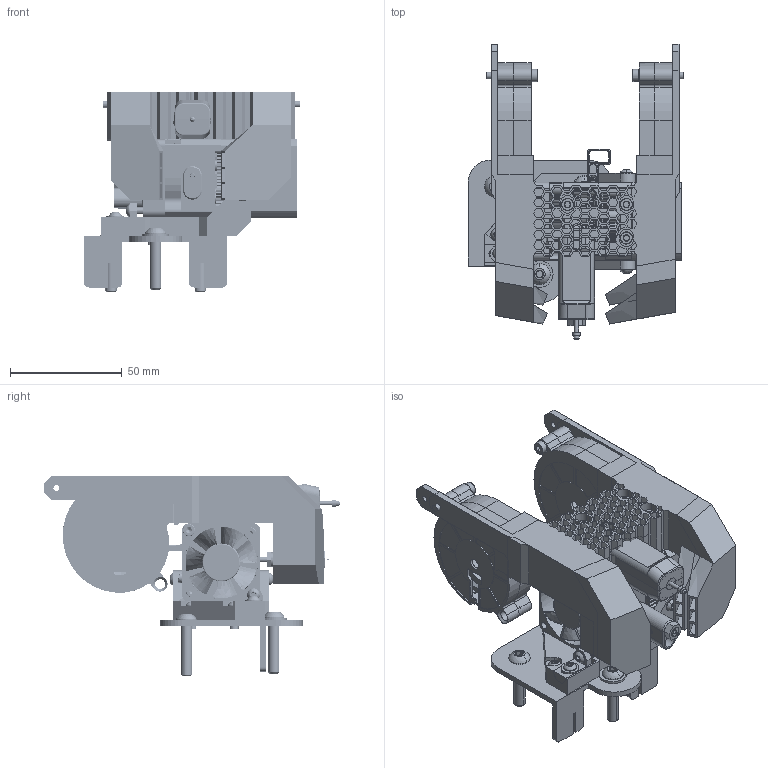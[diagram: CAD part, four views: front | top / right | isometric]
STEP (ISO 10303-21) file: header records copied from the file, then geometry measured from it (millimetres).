
FILE_DESCRIPTION(/* description */ ('CAx-IF Rec.Pracs.---Representation and Presentation of Product Manufacturing Information (PMI)---4.0---2014-10-13','CAx-IF Rec.Pracs.---3D Tessellated Geometry---0.4---2014-09-14','2;1'),/* implementation_level */ '2;1');
FILE_NAME(/* name */ 'eh2p-00 - K3D EH2P',/* time_stamp */ '2023-11-25T18:32:33+03:00',/* author */ (''),/* organization */ (''),/* preprocessor_version */ 'ST-DEVELOPER v19.4',/* originating_system */ 'SIEMENS PLM Software NX2306.1700',/* authorisation */ $);
FILE_SCHEMA (('AP242_MANAGED_MODEL_BASED_3D_ENGINEERING_MIM_LF { 1 0 10303 442 3 1 4 }'));
Products named in the file (20): eh2p-00 - K3D EH2P; Screw round M3x6; Screw socket M3x20; Screw round M5x25; eh2p-06b - United fan ducts for v6 with CRTouch; eh2p-06a - United fan ducts for v6; eh2p-05a - United fan ducts for volcano; eh2p-05b - United fan ducts for volcano with CRTouch; CR-Touch; Fan 5015; Screw round M3x16; Screw round M3x8; Nut M3; Washer M3; eh2p-02 - mount slider; h2 v2s lite; Washer M5; Screw round M3x10; eh2p-01 - H2 V2S mount (ender); Ender-3 carriage
Assembly tree (30 placements, depth 2):
  eh2p-00 - K3D EH2P
    Screw round M3x6  x2
    Screw socket M3x20  x5
    Screw round M5x25  x3
    eh2p-06b - United fan ducts for v6 with CRTouch
    eh2p-06a - United fan ducts for v6
    eh2p-05a - United fan ducts for volcano
    eh2p-05b - United fan ducts for volcano with CRTouch
    CR-Touch
    Fan 5015  x2
    Screw round M3x16
    Screw round M3x8  x3
    Nut M3
    Washer M3
    eh2p-02 - mount slider
    h2 v2s lite
    Washer M5
    Screw round M3x10  x2
    eh2p-01 - H2 V2S mount (ender)
    Ender-3 carriage
Bounding box: 96.6 x 132.5 x 89.81 mm (x, y, z)
Volume: 230735.7 mm3; surface area: 299446.6 mm2
Topology: 58 solids, 60 shells, 6047 faces, 17081 edges, 11177 vertices
Faces by surface type: plane 3717, cylinder 1803, cone 366, bspline 116, torus 29, sphere 16
Full cylindrical faces by diameter (mm): 0.6 x1, 1.6 x4, 1.87 x2, 1.9 x1, 2 x2, 2.013 x1, 2.033 x3, 2.4 x1, 2.459 x15, 2.47 x1, 2.5 x26, 2.7 x13, 3 x25, 3.2 x16, 3.3 x4, 4 x7, 4.053 x1, 4.5 x10, 5 x13, 5.4 x2, 5.5 x9, 5.6 x2, 5.65 x4, 5.7 x6, 5.8 x1, 6 x14, 6.5 x2, 6.601 x1, 7.2 x1, 8 x7
Entity records: 214855 total; most frequent: CARTESIAN_POINT 67595, ORIENTED_EDGE 31334, DIRECTION 29272, EDGE_CURVE 15667, LINE 10582, VECTOR 10582, VERTEX_POINT 10329, AXIS2_PLACEMENT_3D 9345
